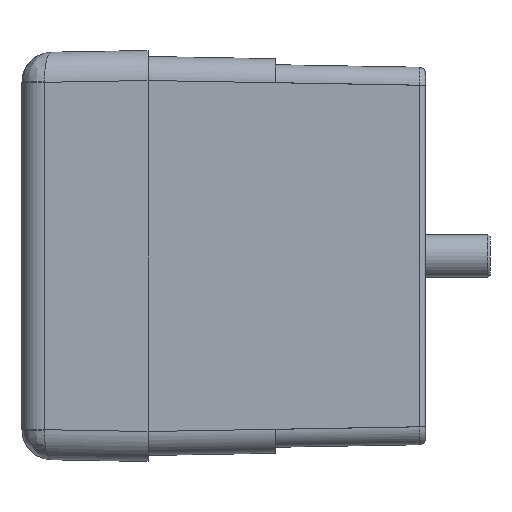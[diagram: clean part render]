
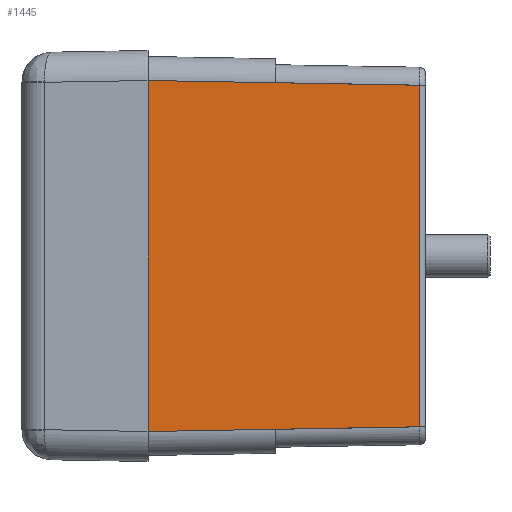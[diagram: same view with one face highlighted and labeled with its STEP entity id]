
A CAD part, left-side view. The second image highlights one B-rep face of the part: STEP entity #1445.
In plain terms, the highlighted planar face has unit normal (-1, 0, 0).
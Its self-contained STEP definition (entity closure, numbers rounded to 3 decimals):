
#261=PLANE('',#4716);
#418=FACE_OUTER_BOUND('',#1838,.T.);
#736=LINE('',#6882,#1135);
#737=LINE('',#6884,#1136);
#738=LINE('',#6887,#1137);
#739=LINE('',#6888,#1138);
#1135=VECTOR('',#5426,1.);
#1136=VECTOR('',#5429,1.);
#1137=VECTOR('',#5430,1.);
#1138=VECTOR('',#5431,1.);
#1445=ADVANCED_FACE('',(#418),#261,.F.);
#1838=EDGE_LOOP('',(#2342,#2343,#2344,#2345));
#2342=ORIENTED_EDGE('',*,*,#4003,.T.);
#2343=ORIENTED_EDGE('',*,*,#4004,.T.);
#2344=ORIENTED_EDGE('',*,*,#4002,.F.);
#2345=ORIENTED_EDGE('',*,*,#4005,.T.);
#3540=VERTEX_POINT('',#6876);
#3543=VERTEX_POINT('',#6881);
#3544=VERTEX_POINT('',#6885);
#3545=VERTEX_POINT('',#6886);
#4002=EDGE_CURVE('',#3543,#3540,#736,.T.);
#4003=EDGE_CURVE('',#3544,#3545,#737,.T.);
#4004=EDGE_CURVE('',#3545,#3540,#738,.T.);
#4005=EDGE_CURVE('',#3543,#3544,#739,.T.);
#4716=AXIS2_PLACEMENT_3D('',#6889,#5432,#5433);
#5426=DIRECTION('',(0.,0.,1.));
#5429=DIRECTION('',(0.,0.,1.));
#5430=DIRECTION('',(0.,1.,0.017));
#5431=DIRECTION('',(0.,-1.,0.017));
#5432=DIRECTION('',(1.,0.,0.));
#5433=DIRECTION('',(0.,0.,-1.));
#6876=CARTESIAN_POINT('',(-16.502,50.,20.7));
#6881=CARTESIAN_POINT('',(-16.502,50.,-2.7));
#6882=CARTESIAN_POINT('',(-16.502,50.,23.45));
#6884=CARTESIAN_POINT('',(-16.502,31.9,20.378));
#6885=CARTESIAN_POINT('',(-16.502,31.9,-2.384));
#6886=CARTESIAN_POINT('',(-16.502,31.9,20.384));
#6887=CARTESIAN_POINT('',(-16.502,57.246,20.826));
#6888=CARTESIAN_POINT('',(-16.502,41.528,-2.552));
#6889=CARTESIAN_POINT('',(-16.502,57.2,23.45));
